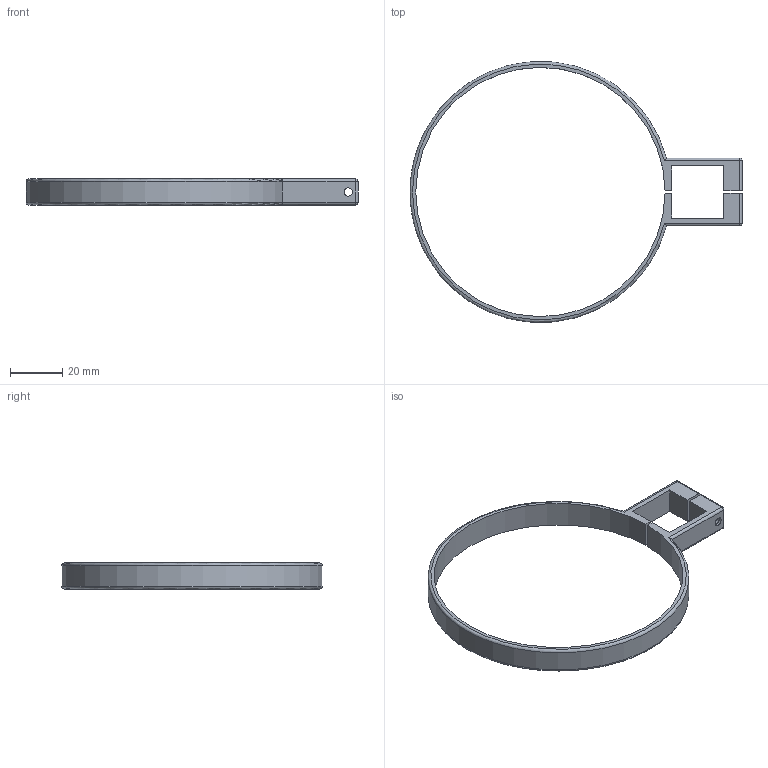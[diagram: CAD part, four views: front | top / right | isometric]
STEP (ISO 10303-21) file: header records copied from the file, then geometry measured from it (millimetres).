
FILE_DESCRIPTION(('FreeCAD Model'),'2;1');
FILE_NAME('Open CASCADE Shape Model','2023-06-14T22:49:38',('Author'),( ''),'Open CASCADE STEP processor 7.5','FreeCAD','Unknown');
FILE_SCHEMA(('AUTOMOTIVE_DESIGN { 1 0 10303 214 1 1 1 1 }'));
Length unit declared in the file: millimetre
Products named in the file (1): Bottom
Bounding box: 127.23 x 99.88 x 10 mm (x, y, z)
Volume: 9683.9 mm3; surface area: 9568.2 mm2
Topology: 1 solids, 1 shells, 40 faces, 100 edges, 58 vertices
Faces by surface type: cylinder 18, plane 16, sphere 4, torus 2
Full cylindrical faces by diameter (mm): 3.2 x2
Entity records: 1246 total; most frequent: CARTESIAN_POINT 271, DIRECTION 206, ORIENTED_EDGE 192, EDGE_CURVE 96, AXIS2_PLACEMENT_3D 73, LINE 60, VECTOR 60, VERTEX_POINT 58
